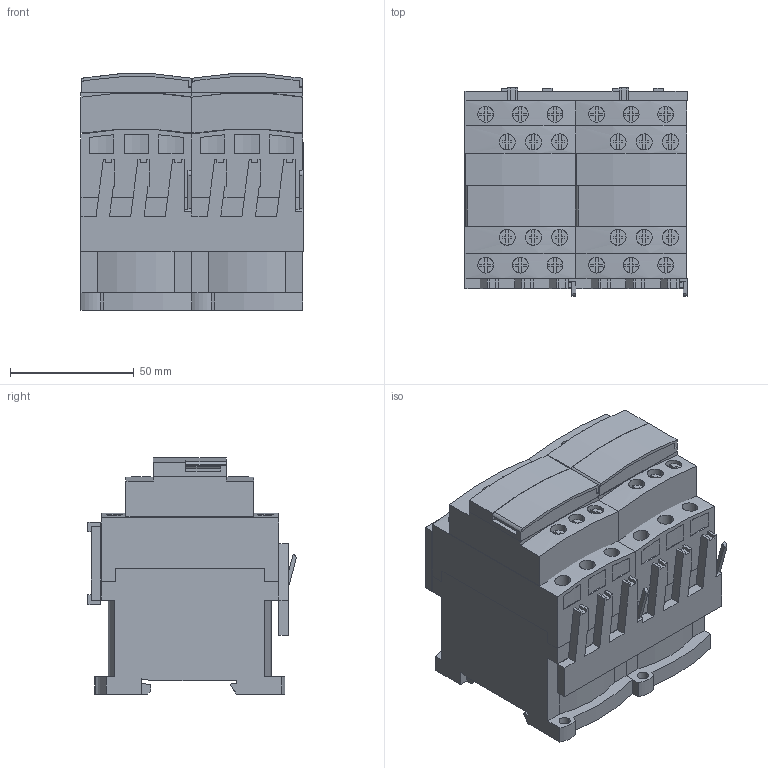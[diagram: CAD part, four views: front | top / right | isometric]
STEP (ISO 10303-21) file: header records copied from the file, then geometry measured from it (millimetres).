
FILE_DESCRIPTION((''),'2;1');
FILE_NAME('SB110755_3D-SIMPLIFIED_ASM','2015-03-24T',('mcordero'),(''),'PRO/ENGINEER BY PARAMETRIC TECHNOLOGY CORPORATION, 2006170','PRO/ENGINEER BY PARAMETRIC TECHNOLOGY CORPORATION, 2006170','');
FILE_SCHEMA(('CONFIG_CONTROL_DESIGN'));
Products named in the file (14): COQUE_05_1; COQUE_10_1; COQUE_07_1; PIECE_04_1; PIECE_05_1; VIS_6D4_1; VIS_6D5_BIS_1; SB110753_3D-SIMPLIFIED_ASM_1_ASM; PARTIE_HAUTE_4; PARTIE_BASSE_3; SB110755_ASM_6_ASM; SB110755_ASM; SB110755_3D-SIMPLIFIED_ASM_1_ASM; SB110755_3D-SIMPLIFIED_ASM
Assembly tree (24 placements, depth 5):
  SB110755_3D-SIMPLIFIED_ASM
    SB110755_3D-SIMPLIFIED_ASM_1_ASM
      SB110753_3D-SIMPLIFIED_ASM_1_ASM  x2
        COQUE_05_1
        COQUE_10_1
        COQUE_07_1
        PIECE_04_1
        PIECE_05_1
        VIS_6D4_1
        VIS_6D5_BIS_1
      SB110755_ASM
        SB110755_ASM_6_ASM
          PARTIE_HAUTE_4
          PARTIE_BASSE_3
Bounding box: 89.8 x 84.2 x 95.57 mm (x, y, z)
Volume: 531904.2 mm3; surface area: 109307.3 mm2
Topology: 36 solids, 36 shells, 1085 faces, 2888 edges, 1918 vertices
Faces by surface type: plane 897, cylinder 188
Entity records: 18201 total; most frequent: CARTESIAN_POINT 3516, ORIENTED_EDGE 3034, DIRECTION 2882, EDGE_CURVE 1517, VECTOR 1326, LINE 1326, VERTEX_POINT 1004, AXIS2_PLACEMENT_3D 778
